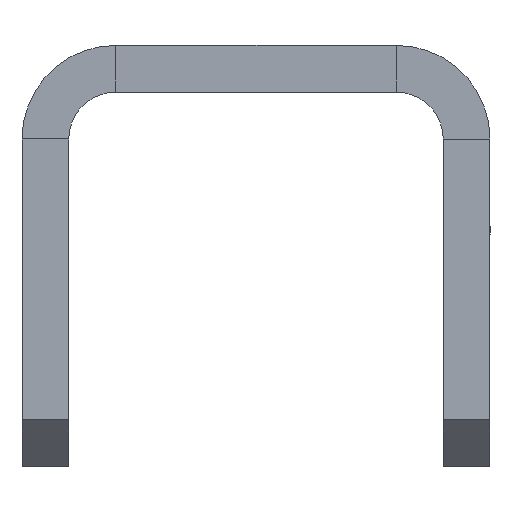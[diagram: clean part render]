
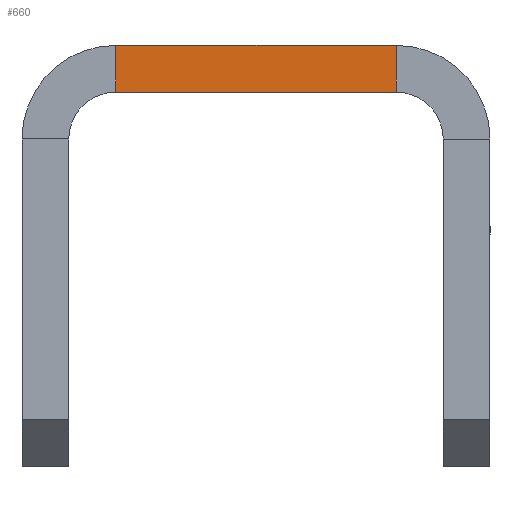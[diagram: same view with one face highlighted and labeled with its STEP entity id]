
A CAD part, left-side view. The second image highlights one B-rep face of the part: STEP entity #660.
In plain terms, the highlighted planar face has unit normal (-1, 0, 0).
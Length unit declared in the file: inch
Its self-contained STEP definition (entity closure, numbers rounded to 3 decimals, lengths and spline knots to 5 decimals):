
#189 = VERTEX_POINT ( 'NONE', #3120 ) ;
#358 = ORIENTED_EDGE ( 'NONE', *, *, #833, .F. ) ;
#576 = LINE ( 'NONE', #3134, #5104 ) ;
#660 = ADVANCED_FACE ( 'NONE', ( #6047 ), #3321, .F. ) ;
#833 = EDGE_CURVE ( 'NONE', #1819, #1660, #576, .T. ) ;
#977 = CARTESIAN_POINT ( 'NONE',  ( 0., 0.125, 0. ) ) ;
#1109 = DIRECTION ( 'NONE',  ( 0., -1., 0. ) ) ;
#1131 = ORIENTED_EDGE ( 'NONE', *, *, #5559, .T. ) ;
#1279 = CARTESIAN_POINT ( 'NONE',  ( 0., 1., -0.125 ) ) ;
#1592 = DIRECTION ( 'NONE',  ( 0., 0., 1. ) ) ;
#1660 = VERTEX_POINT ( 'NONE', #4941 ) ;
#1677 = ORIENTED_EDGE ( 'NONE', *, *, #4702, .F. ) ;
#1704 = DIRECTION ( 'NONE',  ( 0., 0., 1. ) ) ;
#1717 = VERTEX_POINT ( 'NONE', #5503 ) ;
#1807 = DIRECTION ( 'NONE',  ( 0., 0., -1. ) ) ;
#1819 = VERTEX_POINT ( 'NONE', #1279 ) ;
#2341 = LINE ( 'NONE', #4670, #3715 ) ;
#2472 = AXIS2_PLACEMENT_3D ( 'NONE', #6281, #4867, #1807 ) ;
#3120 = CARTESIAN_POINT ( 'NONE',  ( 0., 0.25, 0. ) ) ;
#3134 = CARTESIAN_POINT ( 'NONE',  ( 0., 1., -0.125 ) ) ;
#3321 = PLANE ( 'NONE',  #2472 ) ;
#3715 = VECTOR ( 'NONE', #1109, 39.37008 ) ;
#3990 = EDGE_LOOP ( 'NONE', ( #358, #5055, #1131, #1677 ) ) ;
#4047 = DIRECTION ( 'NONE',  ( 0., -1., 0. ) ) ;
#4279 = VECTOR ( 'NONE', #1704, 39.37008 ) ;
#4428 = LINE ( 'NONE', #5276, #4279 ) ;
#4670 = CARTESIAN_POINT ( 'NONE',  ( 0., 0.125, -0.125 ) ) ;
#4702 = EDGE_CURVE ( 'NONE', #1660, #189, #4708, .T. ) ;
#4708 = LINE ( 'NONE', #977, #5548 ) ;
#4867 = DIRECTION ( 'NONE',  ( 1., 0., 0. ) ) ;
#4941 = CARTESIAN_POINT ( 'NONE',  ( 0., 1., 0. ) ) ;
#5055 = ORIENTED_EDGE ( 'NONE', *, *, #6058, .T. ) ;
#5104 = VECTOR ( 'NONE', #1592, 39.37008 ) ;
#5276 = CARTESIAN_POINT ( 'NONE',  ( 0., 0.25, 0. ) ) ;
#5503 = CARTESIAN_POINT ( 'NONE',  ( 0., 0.25, -0.125 ) ) ;
#5548 = VECTOR ( 'NONE', #4047, 39.37008 ) ;
#5559 = EDGE_CURVE ( 'NONE', #1717, #189, #4428, .T. ) ;
#6047 = FACE_OUTER_BOUND ( 'NONE', #3990, .T. ) ;
#6058 = EDGE_CURVE ( 'NONE', #1819, #1717, #2341, .T. ) ;
#6281 = CARTESIAN_POINT ( 'NONE',  ( 0., 0.125, 0. ) ) ;
